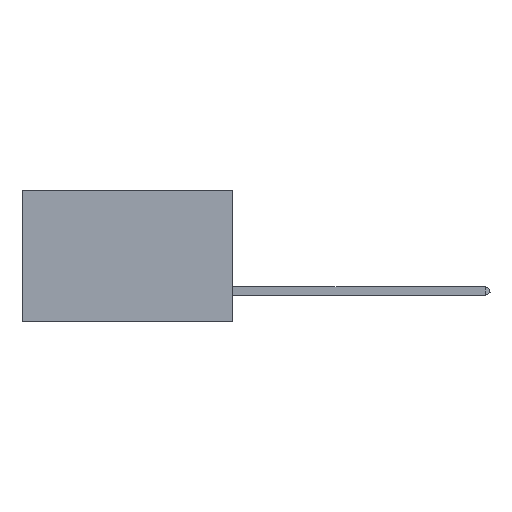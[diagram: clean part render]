
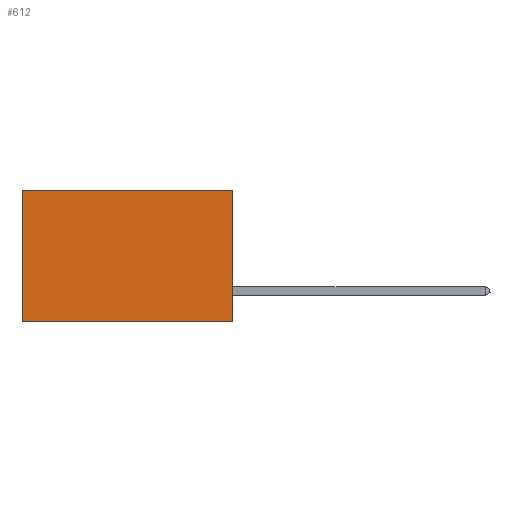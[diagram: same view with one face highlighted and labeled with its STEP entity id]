
A CAD part, left-side view. The second image highlights one B-rep face of the part: STEP entity #612.
In plain terms, the highlighted planar face has unit normal (-1, 0, 0).
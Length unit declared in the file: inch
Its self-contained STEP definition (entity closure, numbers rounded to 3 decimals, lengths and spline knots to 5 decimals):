
#612 = ADVANCED_FACE ( 'NONE', ( #8628 ), #6322, .F. ) ;
#740 = CARTESIAN_POINT ( 'NONE',  ( 0.2875, 0., -0.375 ) ) ;
#2267 = EDGE_LOOP ( 'NONE', ( #14361, #8073, #5587, #13444 ) ) ;
#2642 = CARTESIAN_POINT ( 'NONE',  ( 0.2875, 0.6, 0. ) ) ;
#2766 = VERTEX_POINT ( 'NONE', #12290 ) ;
#2950 = DIRECTION ( 'NONE',  ( 0., 0., -1. ) ) ;
#3192 = EDGE_CURVE ( 'NONE', #10643, #10877, #8834, .T. ) ;
#3527 = CARTESIAN_POINT ( 'NONE',  ( 0.2875, 0., 0. ) ) ;
#4926 = DIRECTION ( 'NONE',  ( 0., 0., -1. ) ) ;
#5587 = ORIENTED_EDGE ( 'NONE', *, *, #3192, .F. ) ;
#6322 = PLANE ( 'NONE',  #6915 ) ;
#6606 = CARTESIAN_POINT ( 'NONE',  ( 0.2875, 0., -0.375 ) ) ;
#6915 = AXIS2_PLACEMENT_3D ( 'NONE', #11966, #9818, #2950 ) ;
#7077 = LINE ( 'NONE', #3527, #12356 ) ;
#8073 = ORIENTED_EDGE ( 'NONE', *, *, #9176, .F. ) ;
#8302 = EDGE_CURVE ( 'NONE', #8801, #2766, #9402, .T. ) ;
#8628 = FACE_OUTER_BOUND ( 'NONE', #2267, .T. ) ;
#8638 = DIRECTION ( 'NONE',  ( 0., 0., -1. ) ) ;
#8801 = VERTEX_POINT ( 'NONE', #2642 ) ;
#8834 = LINE ( 'NONE', #740, #13581 ) ;
#9176 = EDGE_CURVE ( 'NONE', #10877, #2766, #12185, .T. ) ;
#9216 = EDGE_CURVE ( 'NONE', #10643, #8801, #7077, .T. ) ;
#9221 = DIRECTION ( 'NONE',  ( 0., 1., 0. ) ) ;
#9375 = VECTOR ( 'NONE', #14472, 39.37008 ) ;
#9402 = LINE ( 'NONE', #13941, #13797 ) ;
#9818 = DIRECTION ( 'NONE',  ( 1., 0., 0. ) ) ;
#10643 = VERTEX_POINT ( 'NONE', #11035 ) ;
#10877 = VERTEX_POINT ( 'NONE', #13477 ) ;
#11035 = CARTESIAN_POINT ( 'NONE',  ( 0.2875, 0., 0. ) ) ;
#11966 = CARTESIAN_POINT ( 'NONE',  ( 0.2875, 0., -0.375 ) ) ;
#12185 = LINE ( 'NONE', #6606, #9375 ) ;
#12290 = CARTESIAN_POINT ( 'NONE',  ( 0.2875, 0.6, -0.375 ) ) ;
#12356 = VECTOR ( 'NONE', #9221, 39.37008 ) ;
#13444 = ORIENTED_EDGE ( 'NONE', *, *, #9216, .T. ) ;
#13477 = CARTESIAN_POINT ( 'NONE',  ( 0.2875, 0., -0.375 ) ) ;
#13581 = VECTOR ( 'NONE', #8638, 39.37008 ) ;
#13797 = VECTOR ( 'NONE', #4926, 39.37008 ) ;
#13941 = CARTESIAN_POINT ( 'NONE',  ( 0.2875, 0.6, -0.375 ) ) ;
#14361 = ORIENTED_EDGE ( 'NONE', *, *, #8302, .T. ) ;
#14472 = DIRECTION ( 'NONE',  ( 0., 1., 0. ) ) ;
